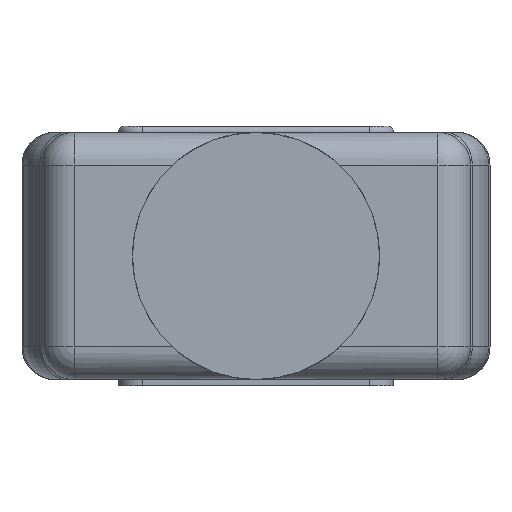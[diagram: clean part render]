
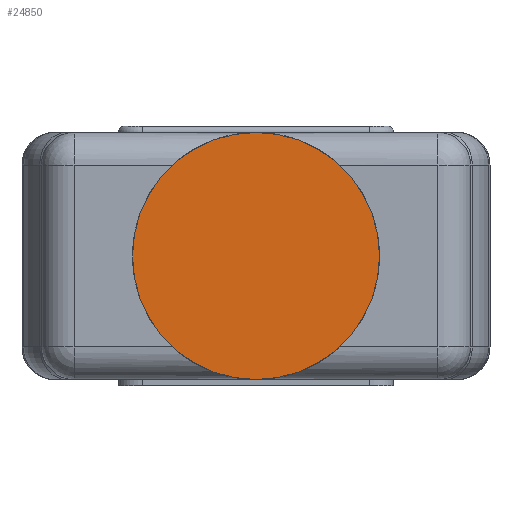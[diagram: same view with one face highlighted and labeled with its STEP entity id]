
A CAD part, front view. The second image highlights one B-rep face of the part: STEP entity #24850.
In plain terms, the highlighted planar face has unit normal (0, -1, 0).
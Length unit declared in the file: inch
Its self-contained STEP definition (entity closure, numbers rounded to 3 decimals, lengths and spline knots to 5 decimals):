
#35 = ORIENTED_EDGE ( 'NONE', *, *, #649, .T. ) ;
#257 = CIRCLE ( 'NONE', #13044, 0.19 ) ;
#649 = EDGE_CURVE ( 'NONE', #6721, #8162, #257, .T. ) ;
#1159 = CARTESIAN_POINT ( 'NONE',  ( 0., -0.3, 0.19 ) ) ;
#6721 = VERTEX_POINT ( 'NONE', #8544 ) ;
#7268 = FACE_OUTER_BOUND ( 'NONE', #16695, .T. ) ;
#7321 = ORIENTED_EDGE ( 'NONE', *, *, #10315, .T. ) ;
#7556 = DIRECTION ( 'NONE',  ( 0., -1., 0. ) ) ;
#8162 = VERTEX_POINT ( 'NONE', #21182 ) ;
#8544 = CARTESIAN_POINT ( 'NONE',  ( 0., -0.3, 0.38 ) ) ;
#10315 = EDGE_CURVE ( 'NONE', #8162, #6721, #23531, .T. ) ;
#11685 = CARTESIAN_POINT ( 'NONE',  ( 0., -0.3, 0.19 ) ) ;
#11724 = DIRECTION ( 'NONE',  ( 0., 0., -1. ) ) ;
#13044 = AXIS2_PLACEMENT_3D ( 'NONE', #14816, #22632, #11724 ) ;
#13852 = DIRECTION ( 'NONE',  ( 0., 0., -1. ) ) ;
#14816 = CARTESIAN_POINT ( 'NONE',  ( 0., -0.3, 0.19 ) ) ;
#16695 = EDGE_LOOP ( 'NONE', ( #35, #7321 ) ) ;
#20284 = PLANE ( 'NONE',  #25032 ) ;
#21182 = CARTESIAN_POINT ( 'NONE',  ( 0., -0.3, 0. ) ) ;
#21817 = AXIS2_PLACEMENT_3D ( 'NONE', #11685, #26611, #13852 ) ;
#22438 = DIRECTION ( 'NONE',  ( 0., 0., -1. ) ) ;
#22632 = DIRECTION ( 'NONE',  ( 0., -1., 0. ) ) ;
#23531 = CIRCLE ( 'NONE', #21817, 0.19 ) ;
#24850 = ADVANCED_FACE ( 'NONE', ( #7268 ), #20284, .T. ) ;
#25032 = AXIS2_PLACEMENT_3D ( 'NONE', #1159, #7556, #22438 ) ;
#26611 = DIRECTION ( 'NONE',  ( 0., -1., 0. ) ) ;
